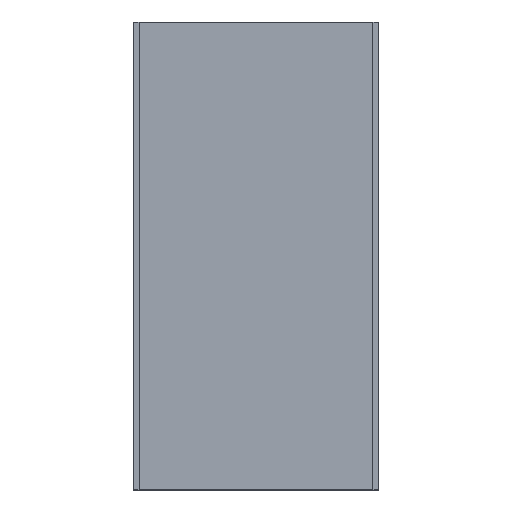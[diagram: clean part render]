
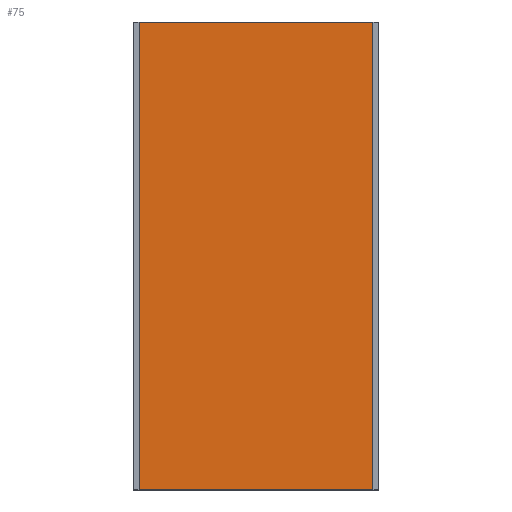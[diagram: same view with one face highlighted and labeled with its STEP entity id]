
A CAD part, top view. The second image highlights one B-rep face of the part: STEP entity #75.
In plain terms, the highlighted planar face has unit normal (0, 0, 1).
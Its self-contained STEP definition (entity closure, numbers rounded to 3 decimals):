
#75=ADVANCED_FACE('',(#159),#161,.T.);
#159=FACE_BOUND('',#160,.T.);
#160=EDGE_LOOP('',(#228,#229,#230,#231));
#161=PLANE('',#162);
#162=AXIS2_PLACEMENT_3D('',#163,#164,#165);
#163=CARTESIAN_POINT('',(0.,0.,2.));
#164=DIRECTION('',(0.,0.,1.));
#165=DIRECTION('',(-1.,0.,0.));
#228=ORIENTED_EDGE('',*,*,#274,.F.);
#229=ORIENTED_EDGE('',*,*,#260,.T.);
#230=ORIENTED_EDGE('',*,*,#275,.F.);
#231=ORIENTED_EDGE('',*,*,#268,.T.);
#260=EDGE_CURVE('',#289,#287,#290,.T.);
#268=EDGE_CURVE('',#305,#303,#306,.T.);
#274=EDGE_CURVE('',#289,#303,#314,.T.);
#275=EDGE_CURVE('',#305,#287,#315,.T.);
#287=VERTEX_POINT('',#333);
#289=VERTEX_POINT('',#337);
#290=LINE('',#338,#339);
#303=VERTEX_POINT('',#365);
#305=VERTEX_POINT('',#369);
#306=LINE('',#370,#371);
#314=LINE('',#390,#391);
#315=LINE('',#393,#394);
#333=CARTESIAN_POINT('',(100.,-200.,2.));
#337=CARTESIAN_POINT('',(-100.,-200.,2.));
#338=CARTESIAN_POINT('',(-100.,-200.,2.));
#339=VECTOR('',#340,1.);
#340=DIRECTION('',(1.,0.,0.));
#365=CARTESIAN_POINT('',(-100.,200.,2.));
#369=CARTESIAN_POINT('',(100.,200.,2.));
#370=CARTESIAN_POINT('',(100.,200.,2.));
#371=VECTOR('',#372,1.);
#372=DIRECTION('',(-1.,0.,0.));
#390=CARTESIAN_POINT('',(-100.,-200.,2.));
#391=VECTOR('',#392,1.);
#392=DIRECTION('',(0.,1.,0.));
#393=CARTESIAN_POINT('',(100.,200.,2.));
#394=VECTOR('',#395,1.);
#395=DIRECTION('',(0.,-1.,0.));
